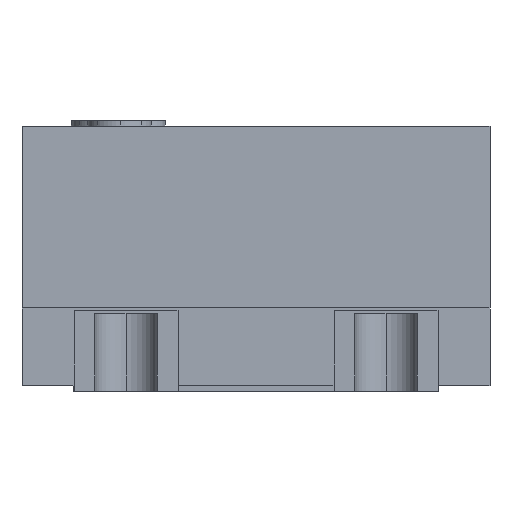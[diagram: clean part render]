
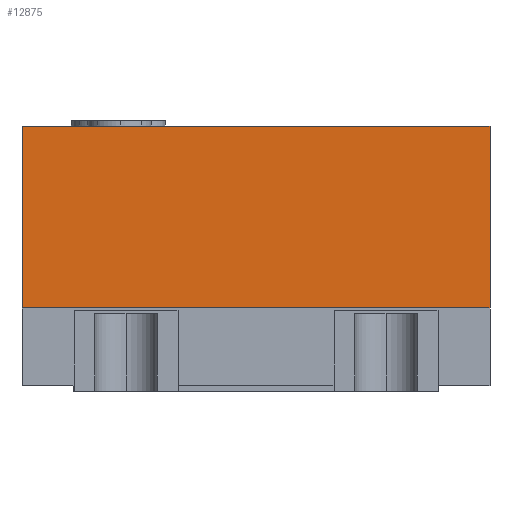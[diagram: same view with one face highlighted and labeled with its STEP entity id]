
A CAD part, left-side view. The second image highlights one B-rep face of the part: STEP entity #12875.
In plain terms, the highlighted planar face has unit normal (-1, 0, 0).
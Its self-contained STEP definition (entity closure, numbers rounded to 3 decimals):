
#582 = CARTESIAN_POINT ( 'NONE',  ( -0.65, 0.45, 0.15 ) ) ;
#717 = CARTESIAN_POINT ( 'NONE',  ( -0.65, -0.45, 0.5 ) ) ;
#1062 = PLANE ( 'NONE',  #10043 ) ;
#1408 = EDGE_CURVE ( 'NONE', #7675, #12249, #3949, .T. ) ;
#1852 = DIRECTION ( 'NONE',  ( 0., -1., 0. ) ) ;
#1866 = LINE ( 'NONE', #6140, #6198 ) ;
#2819 = LINE ( 'NONE', #7166, #7872 ) ;
#3783 = DIRECTION ( 'NONE',  ( 0., 1., 0. ) ) ;
#3818 = EDGE_CURVE ( 'NONE', #10214, #6128, #2819, .T. ) ;
#3949 = LINE ( 'NONE', #6103, #5346 ) ;
#4195 = DIRECTION ( 'NONE',  ( 0., 0., -1. ) ) ;
#4492 = CARTESIAN_POINT ( 'NONE',  ( -0.65, -0.45, 0.5 ) ) ;
#4611 = EDGE_CURVE ( 'NONE', #10214, #7675, #1866, .T. ) ;
#4910 = DIRECTION ( 'NONE',  ( 1., 0., 0. ) ) ;
#5288 = EDGE_CURVE ( 'NONE', #6128, #12249, #10800, .T. ) ;
#5346 = VECTOR ( 'NONE', #8162, 1000. ) ;
#5954 = CARTESIAN_POINT ( 'NONE',  ( -0.65, -0.45, 0.15 ) ) ;
#6103 = CARTESIAN_POINT ( 'NONE',  ( -0.65, 0.45, 0.15 ) ) ;
#6128 = VERTEX_POINT ( 'NONE', #717 ) ;
#6140 = CARTESIAN_POINT ( 'NONE',  ( -0.65, 0.45, 0.5 ) ) ;
#6198 = VECTOR ( 'NONE', #4195, 1000. ) ;
#6401 = ORIENTED_EDGE ( 'NONE', *, *, #4611, .T. ) ;
#6487 = ORIENTED_EDGE ( 'NONE', *, *, #3818, .F. ) ;
#6709 = DIRECTION ( 'NONE',  ( 0., 0., -1. ) ) ;
#7166 = CARTESIAN_POINT ( 'NONE',  ( -0.65, 0.45, 0.5 ) ) ;
#7675 = VERTEX_POINT ( 'NONE', #582 ) ;
#7872 = VECTOR ( 'NONE', #1852, 1000. ) ;
#8162 = DIRECTION ( 'NONE',  ( 0., -1., 0. ) ) ;
#9572 = CARTESIAN_POINT ( 'NONE',  ( -0.65, 0.45, 0.5 ) ) ;
#9802 = ORIENTED_EDGE ( 'NONE', *, *, #5288, .F. ) ;
#10043 = AXIS2_PLACEMENT_3D ( 'NONE', #13512, #4910, #3783 ) ;
#10214 = VERTEX_POINT ( 'NONE', #9572 ) ;
#10533 = FACE_OUTER_BOUND ( 'NONE', #12995, .T. ) ;
#10800 = LINE ( 'NONE', #4492, #12767 ) ;
#12249 = VERTEX_POINT ( 'NONE', #5954 ) ;
#12387 = ORIENTED_EDGE ( 'NONE', *, *, #1408, .T. ) ;
#12767 = VECTOR ( 'NONE', #6709, 1000. ) ;
#12875 = ADVANCED_FACE ( 'NONE', ( #10533 ), #1062, .F. ) ;
#12995 = EDGE_LOOP ( 'NONE', ( #12387, #9802, #6487, #6401 ) ) ;
#13512 = CARTESIAN_POINT ( 'NONE',  ( -0.65, 0.45, 0.5 ) ) ;
